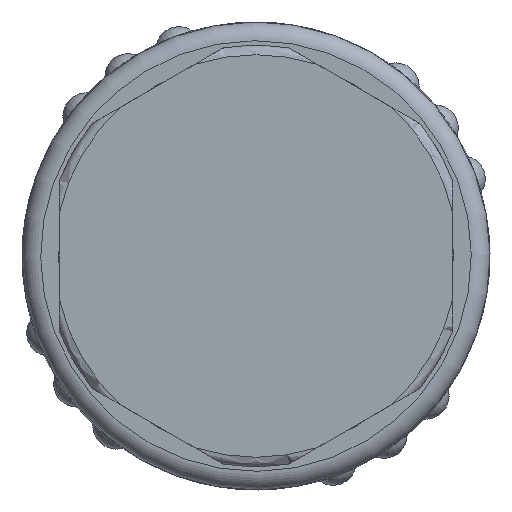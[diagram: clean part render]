
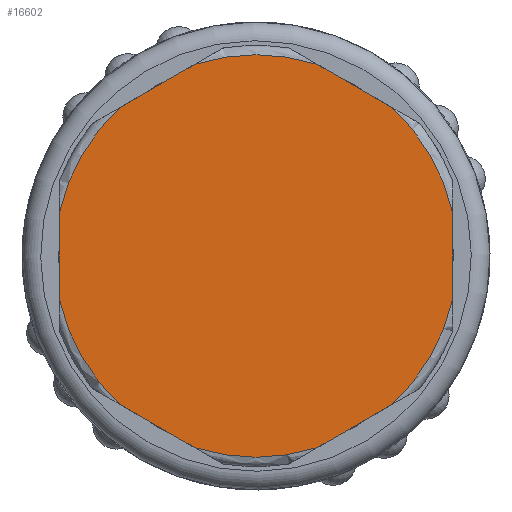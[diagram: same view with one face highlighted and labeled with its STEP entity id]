
A CAD part, left-side view. The second image highlights one B-rep face of the part: STEP entity #16602.
In plain terms, the highlighted planar face has unit normal (-1, 0, 0).
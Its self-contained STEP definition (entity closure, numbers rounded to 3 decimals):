
#489=LINE('',#22977,#1570);
#494=LINE('',#23052,#1575);
#499=LINE('',#23127,#1580);
#504=LINE('',#23202,#1585);
#509=LINE('',#23277,#1590);
#518=LINE('',#23472,#1599);
#1570=VECTOR('',#18990,10.);
#1575=VECTOR('',#18997,10.);
#1580=VECTOR('',#19004,10.);
#1585=VECTOR('',#19011,10.);
#1590=VECTOR('',#19018,10.);
#1599=VECTOR('',#19125,10.);
#2662=PLANE('',#17660);
#3271=CIRCLE('',#17643,10.75);
#3272=CIRCLE('',#17645,10.75);
#3273=CIRCLE('',#17647,10.75);
#3274=CIRCLE('',#17649,10.75);
#3275=CIRCLE('',#17651,10.75);
#3280=CIRCLE('',#17661,10.75);
#4865=FACE_OUTER_BOUND('',#5862,.T.);
#5862=EDGE_LOOP('',(#11927,#11928,#11929,#11930,#11931,#11932,#11933,#11934,
#11935,#11936,#11937,#11938));
#7627=VERTEX_POINT('',#22975);
#7628=VERTEX_POINT('',#22976);
#7637=VERTEX_POINT('',#23050);
#7638=VERTEX_POINT('',#23051);
#7647=VERTEX_POINT('',#23125);
#7648=VERTEX_POINT('',#23126);
#7657=VERTEX_POINT('',#23200);
#7658=VERTEX_POINT('',#23201);
#7667=VERTEX_POINT('',#23275);
#7668=VERTEX_POINT('',#23276);
#7686=VERTEX_POINT('',#23436);
#7687=VERTEX_POINT('',#23451);
#9274=EDGE_CURVE('',#7627,#7628,#489,.T.);
#9284=EDGE_CURVE('',#7637,#7638,#494,.T.);
#9294=EDGE_CURVE('',#7647,#7648,#499,.T.);
#9304=EDGE_CURVE('',#7657,#7658,#504,.T.);
#9314=EDGE_CURVE('',#7667,#7668,#509,.T.);
#9353=EDGE_CURVE('',#7627,#7686,#3271,.T.);
#9356=EDGE_CURVE('',#7687,#7668,#3272,.T.);
#9357=EDGE_CURVE('',#7667,#7658,#3273,.T.);
#9358=EDGE_CURVE('',#7657,#7648,#3274,.T.);
#9359=EDGE_CURVE('',#7647,#7638,#3275,.T.);
#9360=EDGE_CURVE('',#7687,#7686,#518,.T.);
#9365=EDGE_CURVE('',#7637,#7628,#3280,.T.);
#11927=ORIENTED_EDGE('',*,*,#9274,.T.);
#11928=ORIENTED_EDGE('',*,*,#9365,.F.);
#11929=ORIENTED_EDGE('',*,*,#9284,.T.);
#11930=ORIENTED_EDGE('',*,*,#9359,.F.);
#11931=ORIENTED_EDGE('',*,*,#9294,.T.);
#11932=ORIENTED_EDGE('',*,*,#9358,.F.);
#11933=ORIENTED_EDGE('',*,*,#9304,.T.);
#11934=ORIENTED_EDGE('',*,*,#9357,.F.);
#11935=ORIENTED_EDGE('',*,*,#9314,.T.);
#11936=ORIENTED_EDGE('',*,*,#9356,.F.);
#11937=ORIENTED_EDGE('',*,*,#9360,.T.);
#11938=ORIENTED_EDGE('',*,*,#9353,.F.);
#16602=ADVANCED_FACE('',(#4865),#2662,.T.);
#17643=AXIS2_PLACEMENT_3D('',#23437,#19105,#19106);
#17645=AXIS2_PLACEMENT_3D('',#23464,#19109,#19110);
#17647=AXIS2_PLACEMENT_3D('',#23466,#19113,#19114);
#17649=AXIS2_PLACEMENT_3D('',#23468,#19117,#19118);
#17651=AXIS2_PLACEMENT_3D('',#23470,#19121,#19122);
#17660=AXIS2_PLACEMENT_3D('',#23484,#19140,#19141);
#17661=AXIS2_PLACEMENT_3D('',#23485,#19142,#19143);
#18990=DIRECTION('',(0.,-0.866,-0.5));
#18997=DIRECTION('',(0.,-0.866,0.5));
#19004=DIRECTION('',(0.,0.,1.));
#19011=DIRECTION('',(0.,0.866,0.5));
#19018=DIRECTION('',(0.,0.866,-0.5));
#19105=DIRECTION('center_axis',(1.,0.,0.));
#19106=DIRECTION('ref_axis',(0.,1.,0.));
#19109=DIRECTION('center_axis',(1.,0.,0.));
#19110=DIRECTION('ref_axis',(0.,1.,0.));
#19113=DIRECTION('center_axis',(1.,0.,0.));
#19114=DIRECTION('ref_axis',(0.,1.,0.));
#19117=DIRECTION('center_axis',(1.,0.,0.));
#19118=DIRECTION('ref_axis',(0.,1.,0.));
#19121=DIRECTION('center_axis',(1.,0.,0.));
#19122=DIRECTION('ref_axis',(0.,1.,0.));
#19125=DIRECTION('',(0.,0.,-1.));
#19140=DIRECTION('center_axis',(-1.,0.,0.));
#19141=DIRECTION('ref_axis',(0.,0.,1.));
#19142=DIRECTION('center_axis',(1.,0.,0.));
#19143=DIRECTION('ref_axis',(0.,1.,0.));
#22975=CARTESIAN_POINT('',(0.,7.246,-7.941));
#22976=CARTESIAN_POINT('',(0.,3.254,-10.246));
#22977=CARTESIAN_POINT('',(0.,8.456,-7.242));
#23050=CARTESIAN_POINT('',(0.,-3.254,-10.246));
#23051=CARTESIAN_POINT('',(0.,-7.246,-7.941));
#23052=CARTESIAN_POINT('',(0.,-2.044,-10.944));
#23125=CARTESIAN_POINT('',(0.,-10.5,-2.305));
#23126=CARTESIAN_POINT('',(0.,-10.5,2.305));
#23127=CARTESIAN_POINT('',(0.,-10.5,0.));
#23200=CARTESIAN_POINT('',(0.,-7.246,7.941));
#23201=CARTESIAN_POINT('',(0.,-3.254,10.246));
#23202=CARTESIAN_POINT('',(0.,-2.044,10.944));
#23275=CARTESIAN_POINT('',(0.,3.254,10.246));
#23276=CARTESIAN_POINT('',(0.,7.246,7.941));
#23277=CARTESIAN_POINT('',(0.,8.456,7.242));
#23436=CARTESIAN_POINT('',(0.,10.5,-2.305));
#23437=CARTESIAN_POINT('Origin',(0.,0.,0.));
#23451=CARTESIAN_POINT('',(0.,10.5,2.305));
#23464=CARTESIAN_POINT('Origin',(0.,0.,0.));
#23466=CARTESIAN_POINT('Origin',(0.,0.,0.));
#23468=CARTESIAN_POINT('Origin',(0.,0.,0.));
#23470=CARTESIAN_POINT('Origin',(0.,0.,0.));
#23472=CARTESIAN_POINT('',(0.,10.5,0.));
#23484=CARTESIAN_POINT('Origin',(0.,8.55,0.));
#23485=CARTESIAN_POINT('Origin',(0.,0.,0.));
